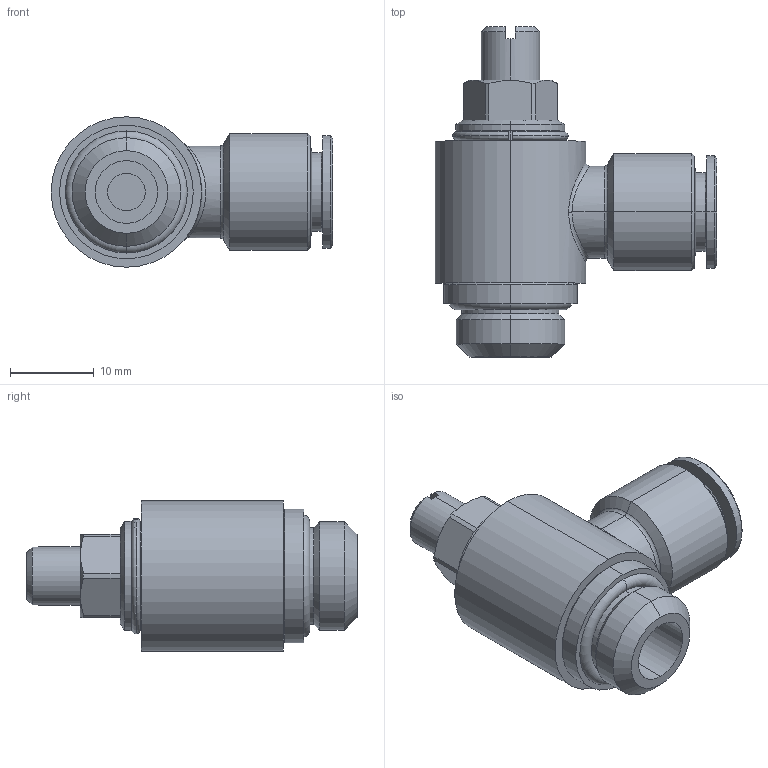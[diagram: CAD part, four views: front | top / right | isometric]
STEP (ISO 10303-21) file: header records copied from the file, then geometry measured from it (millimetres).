
FILE_DESCRIPTION (( 'STEP AP203' ), '1' );
FILE_NAME ('04080C42.STEP', '2010-04-29T06:58:22', ( '' ), ( 'sopra-pneumatic' ), 'SwSTEP 2.0', 'SolidWorks 2009', '' );
FILE_SCHEMA (( 'CONFIG_CONTROL_DESIGN' ));
Length unit declared in the file: millimetre
Products named in the file (1): 04080C42
Bounding box: 33.7 x 39.51 x 18 mm (x, y, z)
Volume: 7545.5 mm3; surface area: 3937.1 mm2
Topology: 2 solids, 4 shells, 107 faces, 221 edges, 134 vertices
Faces by surface type: cylinder 41, plane 34, cone 24, torus 6, bspline 2
Entity records: 4138 total; most frequent: CARTESIAN_POINT 1756, DIRECTION 523, ORIENTED_EDGE 442, AXIS2_PLACEMENT_3D 221, EDGE_CURVE 221, VERTEX_POINT 134, EDGE_LOOP 119, CIRCLE 115
